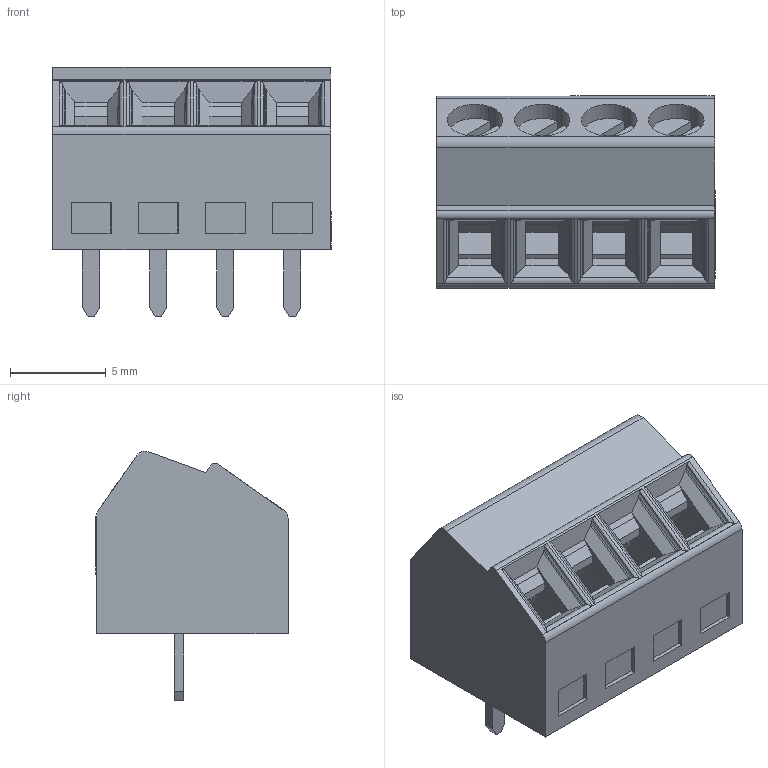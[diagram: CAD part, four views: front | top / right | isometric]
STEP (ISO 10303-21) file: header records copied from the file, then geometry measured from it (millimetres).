
FILE_DESCRIPTION(('STEP AP242'),'1');
FILE_NAME('1751112.stp','2024-04-05T15:15:28',('TraceParts'),('TraceParts S.A.'),'Spatial InterOp 3D',' ',' ');
FILE_SCHEMA(('AP242_MANAGED_MODEL_BASED_3D_ENGINEERING_MIM_LF {1 0 10303 442 1 1 4}'));
Length unit declared in the file: millimetre
Products named in the file (1): 1751112_1
Bounding box: 14.53 x 10.03 x 13.03 mm (x, y, z)
Volume: 1017.2 mm3; surface area: 1929 mm2
Topology: 13 solids, 13 shells, 709 faces, 1915 edges, 1266 vertices
Faces by surface type: plane 578, cylinder 112, extrusion 19
Entity records: 29558 total; most frequent: CARTESIAN_POINT 4928, ORIENTED_EDGE 3830, DIRECTION 3494, EDGE_CURVE 1915, VECTOR 1624, LINE 1605, VERTEX_POINT 1266, AXIS2_PLACEMENT_3D 935
